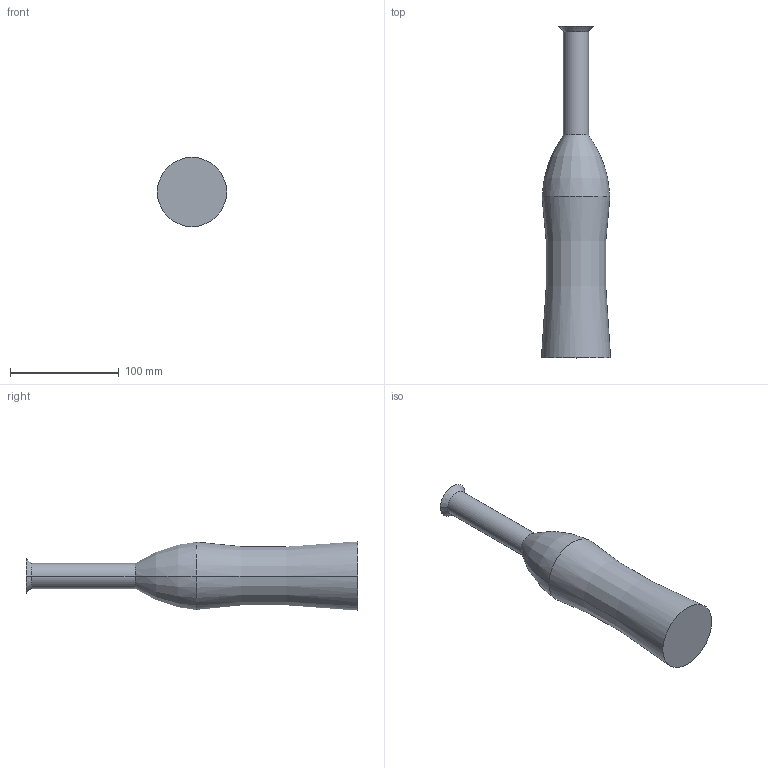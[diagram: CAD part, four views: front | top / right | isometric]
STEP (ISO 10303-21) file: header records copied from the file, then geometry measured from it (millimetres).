
FILE_DESCRIPTION((''),'2;1');
FILE_NAME('S4850111_BOTTLE','2020-02-13T15:37:18',('cheta'),(''),'CREO PARAMETRIC BY PTC INC, 2019224','CREO PARAMETRIC BY PTC INC, 2019224','');
FILE_SCHEMA(('CONFIG_CONTROL_DESIGN'));
Length unit declared in the file: inch
Products named in the file (1): S4850111_BOTTLE
Bounding box: 63.5 x 304.8 x 63.5 mm (x, y, z)
Volume: 110110.5 mm3; surface area: 87020.5 mm2
Topology: 1 solids, 1 shells, 19 faces, 36 edges, 20 vertices
Faces by surface type: revolution 8, cylinder 4, cone 4, plane 3
Entity records: 584 total; most frequent: CARTESIAN_POINT 161, DIRECTION 78, ORIENTED_EDGE 72, EDGE_CURVE 36, AXIS2_PLACEMENT_3D 31, VERTEX_POINT 20, EDGE_LOOP 20, CIRCLE 20
